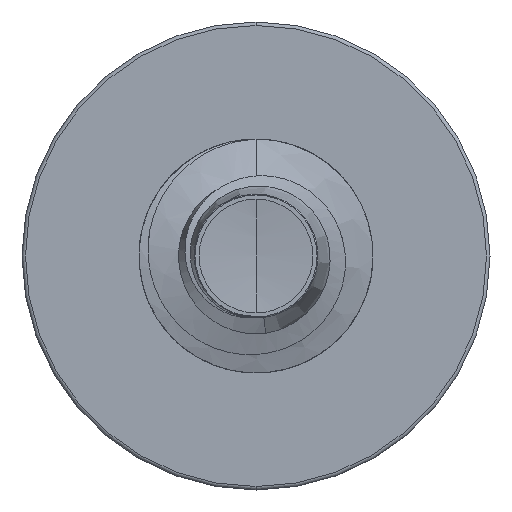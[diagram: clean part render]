
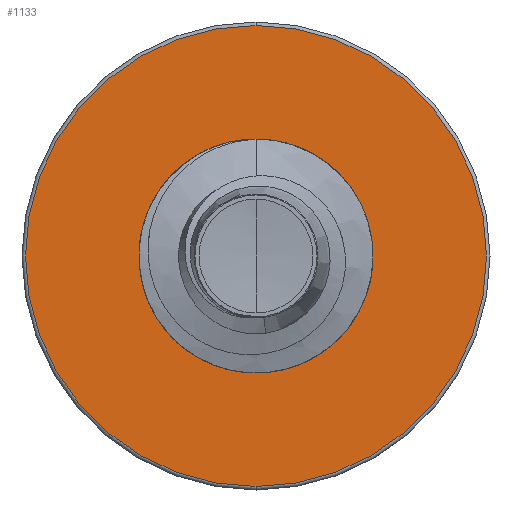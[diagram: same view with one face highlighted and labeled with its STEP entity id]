
A CAD part, front view. The second image highlights one B-rep face of the part: STEP entity #1133.
In plain terms, the highlighted planar face has unit normal (0, -1, 0).
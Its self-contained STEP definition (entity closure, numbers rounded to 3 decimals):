
#560 = DIRECTION ( 'NONE',  ( 0., 0., 1. ) ) ;
#1133 = ADVANCED_FACE ( 'NONE', ( #16940, #2388 ), #9130, .F. ) ;
#1319 = DIRECTION ( 'NONE',  ( 0., 0., 1. ) ) ;
#1624 = EDGE_LOOP ( 'NONE', ( #5719, #2176 ) ) ;
#1644 = DIRECTION ( 'NONE',  ( 0., 1., 0. ) ) ;
#1876 = AXIS2_PLACEMENT_3D ( 'NONE', #17031, #9022, #560 ) ;
#2070 = DIRECTION ( 'NONE',  ( 0., 1., 0. ) ) ;
#2128 = ORIENTED_EDGE ( 'NONE', *, *, #8764, .F. ) ;
#2176 = ORIENTED_EDGE ( 'NONE', *, *, #8110, .T. ) ;
#2388 = FACE_BOUND ( 'NONE', #1624, .T. ) ;
#2392 = CIRCLE ( 'NONE', #13760, 3.694 ) ;
#2637 = CIRCLE ( 'NONE', #9531, 7.88 ) ;
#3032 = VERTEX_POINT ( 'NONE', #3410 ) ;
#3400 = VERTEX_POINT ( 'NONE', #14440 ) ;
#3410 = CARTESIAN_POINT ( 'NONE',  ( 0., 22.5, 7.88 ) ) ;
#4810 = CARTESIAN_POINT ( 'NONE',  ( 0., 22.5, -3.694 ) ) ;
#4862 = CIRCLE ( 'NONE', #5126, 7.88 ) ;
#5126 = AXIS2_PLACEMENT_3D ( 'NONE', #10474, #2070, #11852 ) ;
#5590 = CARTESIAN_POINT ( 'NONE',  ( 0., 22.5, -3.694 ) ) ;
#5719 = ORIENTED_EDGE ( 'NONE', *, *, #9742, .T. ) ;
#5755 = EDGE_LOOP ( 'NONE', ( #7513, #2128 ) ) ;
#6276 = EDGE_CURVE ( 'NONE', #3032, #6341, #2637, .T. ) ;
#6280 = VERTEX_POINT ( 'NONE', #5590 ) ;
#6341 = VERTEX_POINT ( 'NONE', #17768 ) ;
#7513 = ORIENTED_EDGE ( 'NONE', *, *, #6276, .F. ) ;
#8110 = EDGE_CURVE ( 'NONE', #6280, #3400, #2392, .T. ) ;
#8764 = EDGE_CURVE ( 'NONE', #6341, #3032, #4862, .T. ) ;
#9022 = DIRECTION ( 'NONE',  ( 0., 1., 0. ) ) ;
#9130 = PLANE ( 'NONE',  #11484 ) ;
#9531 = AXIS2_PLACEMENT_3D ( 'NONE', #17711, #9748, #1319 ) ;
#9742 = EDGE_CURVE ( 'NONE', #3400, #6280, #15908, .T. ) ;
#9748 = DIRECTION ( 'NONE',  ( 0., 1., 0. ) ) ;
#10070 = CARTESIAN_POINT ( 'NONE',  ( 0., 22.5, 0. ) ) ;
#10254 = DIRECTION ( 'NONE',  ( 0., 0., 1. ) ) ;
#10474 = CARTESIAN_POINT ( 'NONE',  ( 0., 22.5, 0. ) ) ;
#11454 = DIRECTION ( 'NONE',  ( 0., 0., 1. ) ) ;
#11484 = AXIS2_PLACEMENT_3D ( 'NONE', #4810, #12575, #10254 ) ;
#11852 = DIRECTION ( 'NONE',  ( 0., 0., 1. ) ) ;
#12575 = DIRECTION ( 'NONE',  ( 0., 1., 0. ) ) ;
#13760 = AXIS2_PLACEMENT_3D ( 'NONE', #10070, #1644, #11454 ) ;
#14440 = CARTESIAN_POINT ( 'NONE',  ( 0., 22.5, 3.694 ) ) ;
#15908 = CIRCLE ( 'NONE', #1876, 3.694 ) ;
#16940 = FACE_OUTER_BOUND ( 'NONE', #5755, .T. ) ;
#17031 = CARTESIAN_POINT ( 'NONE',  ( 0., 22.5, 0. ) ) ;
#17711 = CARTESIAN_POINT ( 'NONE',  ( 0., 22.5, 0. ) ) ;
#17768 = CARTESIAN_POINT ( 'NONE',  ( 0., 22.5, -7.88 ) ) ;
